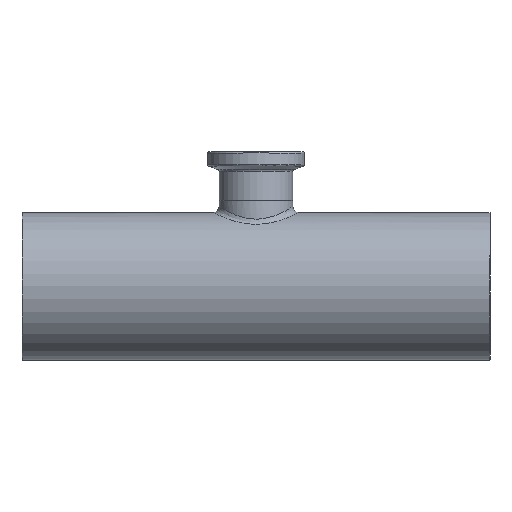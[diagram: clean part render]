
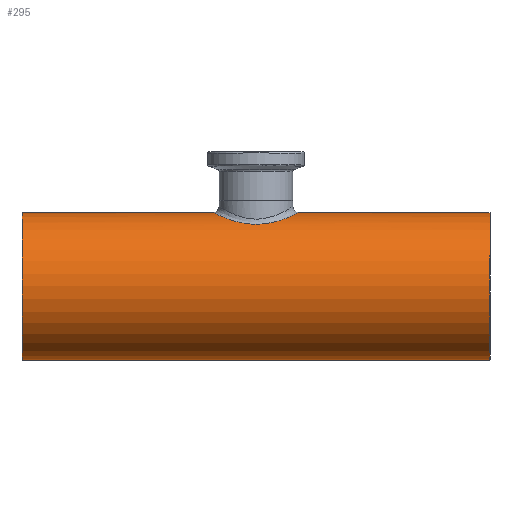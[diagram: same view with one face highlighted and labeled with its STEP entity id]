
A CAD part, top view. The second image highlights one B-rep face of the part: STEP entity #295.
In plain terms, the highlighted cylindrical face has radius 19.05 mm (diameter 38.1 mm), a full revolution.
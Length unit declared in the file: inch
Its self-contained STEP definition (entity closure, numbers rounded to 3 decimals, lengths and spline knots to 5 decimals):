
#14=B_SPLINE_CURVE_WITH_KNOTS('',3,(#597,#598,#599,#600,#601,#602,#603,
#604,#605,#606,#607,#608,#609,#610,#611,#612,#613,#614),.UNSPECIFIED.,.T.,
 .F.,(4,1,1,1,1,1,1,1,1,1,1,1,1,1,1,4),(-5.85811,-5.43968,
-5.02124,-4.6028,-4.18437,-3.62645,-3.34749,
-3.06853,-2.78958,-2.51062,-2.09218,
-1.67375,-1.25531,-0.83687,-0.41844,
0.),.UNSPECIFIED.);
#30=CYLINDRICAL_SURFACE('',#337,0.75);
#51=FACE_BOUND('',#114,.T.);
#52=FACE_BOUND('',#115,.T.);
#76=FACE_OUTER_BOUND('',#113,.T.);
#113=EDGE_LOOP('',(#234));
#114=EDGE_LOOP('',(#235));
#115=EDGE_LOOP('',(#236));
#144=CIRCLE('',#338,0.75);
#145=CIRCLE('',#339,0.75);
#165=VERTEX_POINT('',#576);
#167=VERTEX_POINT('',#617);
#168=VERTEX_POINT('',#619);
#191=EDGE_CURVE('',#165,#165,#14,.T.);
#192=EDGE_CURVE('',#167,#167,#144,.T.);
#193=EDGE_CURVE('',#168,#168,#145,.T.);
#234=ORIENTED_EDGE('',*,*,#192,.F.);
#235=ORIENTED_EDGE('',*,*,#193,.T.);
#236=ORIENTED_EDGE('',*,*,#191,.F.);
#295=ADVANCED_FACE('',(#76,#51,#52),#30,.T.);
#337=AXIS2_PLACEMENT_3D('',#616,#416,#417);
#338=AXIS2_PLACEMENT_3D('',#618,#418,#419);
#339=AXIS2_PLACEMENT_3D('',#620,#420,#421);
#416=DIRECTION('center_axis',(1.,0.,0.));
#417=DIRECTION('ref_axis',(0.,0.,
-1.));
#418=DIRECTION('center_axis',(1.,0.,0.));
#419=DIRECTION('ref_axis',(0.,0.,
-1.));
#420=DIRECTION('center_axis',(1.,0.,0.));
#421=DIRECTION('ref_axis',(0.,0.,
-1.));
#576=CARTESIAN_POINT('',(0.,0.63199,0.40385));
#597=CARTESIAN_POINT('Ctrl Pts',(0.,0.63189,
0.40391));
#598=CARTESIAN_POINT('Ctrl Pts',(0.06657,0.63189,0.40392));
#599=CARTESIAN_POINT('Ctrl Pts',(0.19972,0.65184,0.37455));
#600=CARTESIAN_POINT('Ctrl Pts',(0.35133,0.70831,0.26156));
#601=CARTESIAN_POINT('Ctrl Pts',(0.44123,0.75161,0.096));
#602=CARTESIAN_POINT('Ctrl Pts',(0.44093,0.75185,-0.11742));
#603=CARTESIAN_POINT('Ctrl Pts',(0.33703,0.70076,-0.27825));
#604=CARTESIAN_POINT('Ctrl Pts',(0.19499,0.65433,-0.36803));
#605=CARTESIAN_POINT('Ctrl Pts',(0.06796,0.63104,-0.40543));
#606=CARTESIAN_POINT('Ctrl Pts',(-0.06796,0.63106,
-0.40536));
#607=CARTESIAN_POINT('Ctrl Pts',(-0.2161,0.65829,-0.36191));
#608=CARTESIAN_POINT('Ctrl Pts',(-0.35166,0.70821,-0.26163));
#609=CARTESIAN_POINT('Ctrl Pts',(-0.44104,0.75172,-0.09595));
#610=CARTESIAN_POINT('Ctrl Pts',(-0.44115,0.75163,0.0959));
#611=CARTESIAN_POINT('Ctrl Pts',(-0.35142,0.70831,0.26167));
#612=CARTESIAN_POINT('Ctrl Pts',(-0.19969,0.65184,0.37451));
#613=CARTESIAN_POINT('Ctrl Pts',(-0.06657,0.63189,
0.40391));
#614=CARTESIAN_POINT('Ctrl Pts',(0.,0.63189,
0.40391));
#616=CARTESIAN_POINT('Origin',(0.,0.,
0.));
#617=CARTESIAN_POINT('',(2.375,0.,-0.75));
#618=CARTESIAN_POINT('Origin',(2.375,0.,0.));
#619=CARTESIAN_POINT('',(-2.375,0.,-0.75));
#620=CARTESIAN_POINT('Origin',(-2.375,0.,0.));
